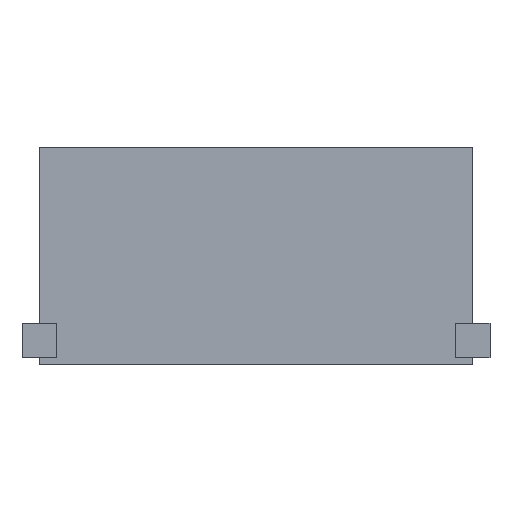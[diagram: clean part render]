
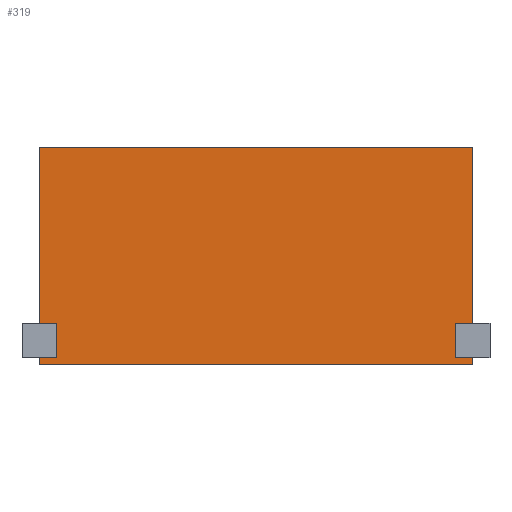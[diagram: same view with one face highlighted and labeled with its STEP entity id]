
A CAD part, front view. The second image highlights one B-rep face of the part: STEP entity #319.
In plain terms, the highlighted planar face has unit normal (0, -1, 0).
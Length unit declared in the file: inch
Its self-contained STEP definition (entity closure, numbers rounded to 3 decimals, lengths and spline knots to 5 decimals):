
#17=FACE_OUTER_BOUND('',#35,.T.);
#35=EDGE_LOOP('',(#213,#214,#215,#216,#217,#218,#219,#220,#221,#222,#223,
#224));
#53=LINE('',#443,#97);
#54=LINE('',#445,#98);
#55=LINE('',#447,#99);
#56=LINE('',#449,#100);
#57=LINE('',#451,#101);
#58=LINE('',#453,#102);
#59=LINE('',#455,#103);
#60=LINE('',#457,#104);
#61=LINE('',#459,#105);
#62=LINE('',#461,#106);
#63=LINE('',#463,#107);
#64=LINE('',#464,#108);
#97=VECTOR('',#361,0.008);
#98=VECTOR('',#362,0.016);
#99=VECTOR('',#363,0.008);
#100=VECTOR('',#364,0.081);
#101=VECTOR('',#365,0.2);
#102=VECTOR('',#366,0.081);
#103=VECTOR('',#367,0.008);
#104=VECTOR('',#368,0.016);
#105=VECTOR('',#369,0.008);
#106=VECTOR('',#370,0.003);
#107=VECTOR('',#371,0.2);
#108=VECTOR('',#372,0.003);
#141=VERTEX_POINT('',#441);
#142=VERTEX_POINT('',#442);
#143=VERTEX_POINT('',#444);
#144=VERTEX_POINT('',#446);
#145=VERTEX_POINT('',#448);
#146=VERTEX_POINT('',#450);
#147=VERTEX_POINT('',#452);
#148=VERTEX_POINT('',#454);
#149=VERTEX_POINT('',#456);
#150=VERTEX_POINT('',#458);
#151=VERTEX_POINT('',#460);
#152=VERTEX_POINT('',#462);
#169=EDGE_CURVE('',#141,#142,#53,.T.);
#170=EDGE_CURVE('',#141,#143,#54,.T.);
#171=EDGE_CURVE('',#143,#144,#55,.T.);
#172=EDGE_CURVE('',#145,#144,#56,.T.);
#173=EDGE_CURVE('',#146,#145,#57,.T.);
#174=EDGE_CURVE('',#147,#146,#58,.T.);
#175=EDGE_CURVE('',#147,#148,#59,.T.);
#176=EDGE_CURVE('',#148,#149,#60,.T.);
#177=EDGE_CURVE('',#149,#150,#61,.T.);
#178=EDGE_CURVE('',#151,#150,#62,.T.);
#179=EDGE_CURVE('',#152,#151,#63,.T.);
#180=EDGE_CURVE('',#142,#152,#64,.T.);
#213=ORIENTED_EDGE('',*,*,#169,.F.);
#214=ORIENTED_EDGE('',*,*,#170,.T.);
#215=ORIENTED_EDGE('',*,*,#171,.T.);
#216=ORIENTED_EDGE('',*,*,#172,.F.);
#217=ORIENTED_EDGE('',*,*,#173,.F.);
#218=ORIENTED_EDGE('',*,*,#174,.F.);
#219=ORIENTED_EDGE('',*,*,#175,.T.);
#220=ORIENTED_EDGE('',*,*,#176,.T.);
#221=ORIENTED_EDGE('',*,*,#177,.T.);
#222=ORIENTED_EDGE('',*,*,#178,.F.);
#223=ORIENTED_EDGE('',*,*,#179,.F.);
#224=ORIENTED_EDGE('',*,*,#180,.F.);
#301=PLANE('',#339);
#319=ADVANCED_FACE('',(#17),#301,.F.);
#339=AXIS2_PLACEMENT_3D('',#440,#359,#360);
#359=DIRECTION('center_axis',(0.,1.,0.));
#360=DIRECTION('ref_axis',(0.,0.,1.));
#361=DIRECTION('',(1.,0.,0.));
#362=DIRECTION('',(0.,0.,1.));
#363=DIRECTION('',(1.,0.,0.));
#364=DIRECTION('',(0.,0.,-1.));
#365=DIRECTION('',(1.,0.,0.));
#366=DIRECTION('',(0.,0.,1.));
#367=DIRECTION('',(1.,0.,0.));
#368=DIRECTION('',(0.,0.,-1.));
#369=DIRECTION('',(-1.,0.,0.));
#370=DIRECTION('',(0.,0.,1.));
#371=DIRECTION('',(-1.,0.,0.));
#372=DIRECTION('',(0.,0.,-1.));
#440=CARTESIAN_POINT('Origin',(0.,0.02,0.));
#441=CARTESIAN_POINT('',(0.092,0.02,-0.047));
#442=CARTESIAN_POINT('',(0.1,0.02,-0.047));
#443=CARTESIAN_POINT('',(0.,0.02,-0.047));
#444=CARTESIAN_POINT('',(0.092,0.02,-0.031));
#445=CARTESIAN_POINT('',(0.092,0.02,-0.047));
#446=CARTESIAN_POINT('',(0.1,0.02,-0.031));
#447=CARTESIAN_POINT('',(0.092,0.02,-0.031));
#448=CARTESIAN_POINT('',(0.1,0.02,0.05));
#449=CARTESIAN_POINT('',(0.1,0.02,0.05));
#450=CARTESIAN_POINT('',(-0.1,0.02,0.05));
#451=CARTESIAN_POINT('',(-0.1,0.02,0.05));
#452=CARTESIAN_POINT('',(-0.1,0.02,-0.031));
#453=CARTESIAN_POINT('',(-0.1,0.02,-0.05));
#454=CARTESIAN_POINT('',(-0.092,0.02,-0.031));
#455=CARTESIAN_POINT('',(-0.108,0.02,-0.031));
#456=CARTESIAN_POINT('',(-0.092,0.02,-0.047));
#457=CARTESIAN_POINT('',(-0.092,0.02,-0.031));
#458=CARTESIAN_POINT('',(-0.1,0.02,-0.047));
#459=CARTESIAN_POINT('',(-0.092,0.02,-0.047));
#460=CARTESIAN_POINT('',(-0.1,0.02,-0.05));
#461=CARTESIAN_POINT('',(-0.1,0.02,-0.05));
#462=CARTESIAN_POINT('',(0.1,0.02,-0.05));
#463=CARTESIAN_POINT('',(0.1,0.02,-0.05));
#464=CARTESIAN_POINT('',(0.1,0.02,0.05));
